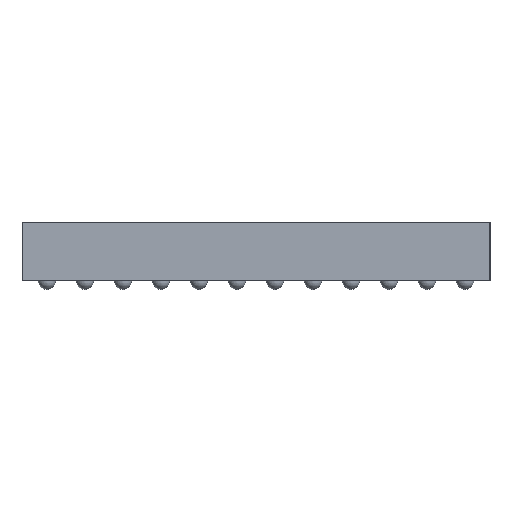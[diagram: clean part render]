
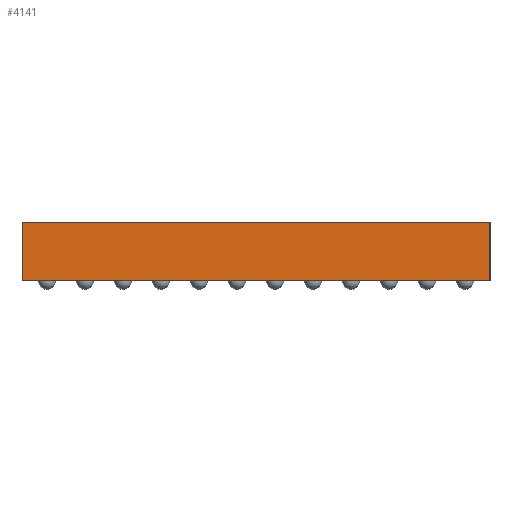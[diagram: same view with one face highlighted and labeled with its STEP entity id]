
A CAD part, left-side view. The second image highlights one B-rep face of the part: STEP entity #4141.
In plain terms, the highlighted planar face has unit normal (-1, 0, 0).
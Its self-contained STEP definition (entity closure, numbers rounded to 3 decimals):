
#1023 = VERTEX_POINT ( 'NONE', #17877 ) ;
#1223 = DIRECTION ( 'NONE',  ( 0., -1., 0. ) ) ;
#1614 = VERTEX_POINT ( 'NONE', #7294 ) ;
#4141 = ADVANCED_FACE ( 'NONE', ( #6250 ), #18153, .F. ) ;
#5201 = AXIS2_PLACEMENT_3D ( 'NONE', #15060, #18812, #24998 ) ;
#5754 = CARTESIAN_POINT ( 'NONE',  ( -4., 4., 1.15 ) ) ;
#6250 = FACE_OUTER_BOUND ( 'NONE', #6462, .T. ) ;
#6462 = EDGE_LOOP ( 'NONE', ( #19599, #12499, #8323, #23055 ) ) ;
#6802 = VECTOR ( 'NONE', #19045, 1000. ) ;
#6992 = CARTESIAN_POINT ( 'NONE',  ( -4., 4., 1.15 ) ) ;
#7294 = CARTESIAN_POINT ( 'NONE',  ( -4., 4., 0.15 ) ) ;
#7918 = LINE ( 'NONE', #19563, #22270 ) ;
#8323 = ORIENTED_EDGE ( 'NONE', *, *, #8418, .F. ) ;
#8418 = EDGE_CURVE ( 'NONE', #12750, #1023, #24717, .T. ) ;
#12499 = ORIENTED_EDGE ( 'NONE', *, *, #16145, .F. ) ;
#12682 = CARTESIAN_POINT ( 'NONE',  ( -4., 4., 0.15 ) ) ;
#12750 = VERTEX_POINT ( 'NONE', #5754 ) ;
#12999 = CARTESIAN_POINT ( 'NONE',  ( -4., -4., 0.15 ) ) ;
#14880 = VECTOR ( 'NONE', #1223, 1000. ) ;
#15060 = CARTESIAN_POINT ( 'NONE',  ( -4., 4., 1.15 ) ) ;
#15440 = DIRECTION ( 'NONE',  ( 0., 0., -1. ) ) ;
#15740 = VECTOR ( 'NONE', #18229, 1000. ) ;
#16145 = EDGE_CURVE ( 'NONE', #1023, #16741, #7918, .T. ) ;
#16741 = VERTEX_POINT ( 'NONE', #12999 ) ;
#16971 = CARTESIAN_POINT ( 'NONE',  ( -4., 4., 1.15 ) ) ;
#17877 = CARTESIAN_POINT ( 'NONE',  ( -4., -4., 1.15 ) ) ;
#18153 = PLANE ( 'NONE',  #5201 ) ;
#18229 = DIRECTION ( 'NONE',  ( 0., -1., 0. ) ) ;
#18812 = DIRECTION ( 'NONE',  ( 1., 0., 0. ) ) ;
#19045 = DIRECTION ( 'NONE',  ( 0., 0., -1. ) ) ;
#19563 = CARTESIAN_POINT ( 'NONE',  ( -4., -4., 1.15 ) ) ;
#19599 = ORIENTED_EDGE ( 'NONE', *, *, #19980, .T. ) ;
#19980 = EDGE_CURVE ( 'NONE', #1614, #16741, #24565, .T. ) ;
#22270 = VECTOR ( 'NONE', #15440, 1000. ) ;
#22321 = EDGE_CURVE ( 'NONE', #12750, #1614, #23027, .T. ) ;
#23027 = LINE ( 'NONE', #16971, #6802 ) ;
#23055 = ORIENTED_EDGE ( 'NONE', *, *, #22321, .T. ) ;
#24565 = LINE ( 'NONE', #12682, #15740 ) ;
#24717 = LINE ( 'NONE', #6992, #14880 ) ;
#24998 = DIRECTION ( 'NONE',  ( 0., 1., 0. ) ) ;
